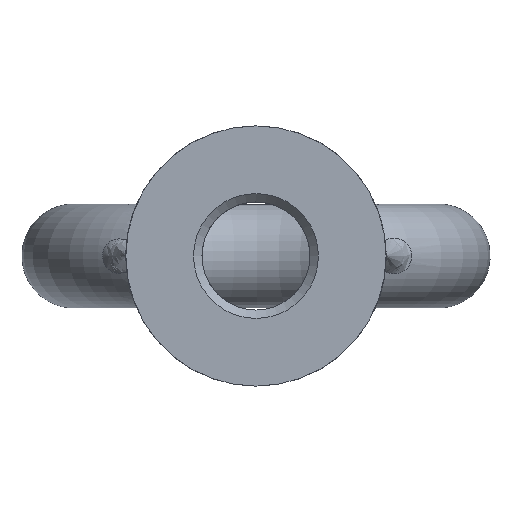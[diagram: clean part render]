
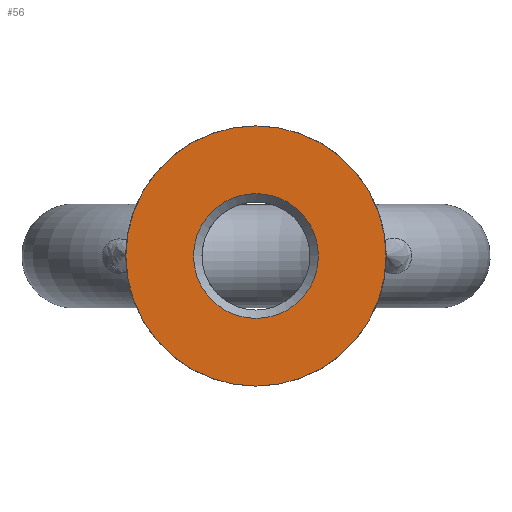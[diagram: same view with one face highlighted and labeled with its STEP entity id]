
A CAD part, front view. The second image highlights one B-rep face of the part: STEP entity #56.
In plain terms, the highlighted planar face has unit normal (0, -1, 0).
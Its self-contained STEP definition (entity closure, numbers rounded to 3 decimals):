
#56 = ADVANCED_FACE( '', ( #113, #114 ), #115, .F. );
#113 = FACE_BOUND( '', #197, .T. );
#114 = FACE_OUTER_BOUND( '', #198, .T. );
#115 = PLANE( '', #199 );
#197 = EDGE_LOOP( '', ( #329 ) );
#198 = EDGE_LOOP( '', ( #330 ) );
#199 = AXIS2_PLACEMENT_3D( '', #331, #332, #333 );
#329 = ORIENTED_EDGE( '', *, *, #370, .F. );
#330 = ORIENTED_EDGE( '', *, *, #352, .T. );
#331 = CARTESIAN_POINT( '', ( 25., 0., 0. ) );
#332 = DIRECTION( '', ( 0., 1., 0. ) );
#333 = DIRECTION( '', ( 0., 0., 1. ) );
#352 = EDGE_CURVE( '', #403, #403, #404, .T. );
#370 = EDGE_CURVE( '', #430, #430, #431, .T. );
#403 = VERTEX_POINT( '', #484 );
#404 = CIRCLE( '', #485, 25. );
#430 = VERTEX_POINT( '', #762 );
#431 = CIRCLE( '', #763, 12. );
#484 = CARTESIAN_POINT( '', ( 0., 0., -25. ) );
#485 = AXIS2_PLACEMENT_3D( '', #878, #879, #880 );
#762 = CARTESIAN_POINT( '', ( 0., 0., -12. ) );
#763 = AXIS2_PLACEMENT_3D( '', #887, #888, #889 );
#878 = CARTESIAN_POINT( '', ( 0., 0., 0. ) );
#879 = DIRECTION( '', ( 0., -1., 0. ) );
#880 = DIRECTION( '', ( 0., 0., -1. ) );
#887 = CARTESIAN_POINT( '', ( 0., 0., 0. ) );
#888 = DIRECTION( '', ( 0., -1., 0. ) );
#889 = DIRECTION( '', ( 0., 0., -1. ) );
